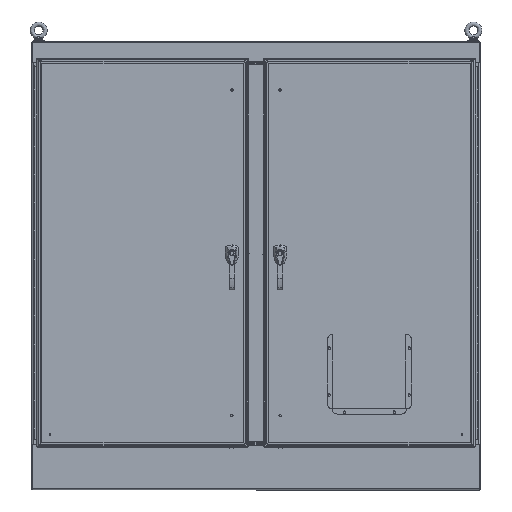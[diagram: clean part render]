
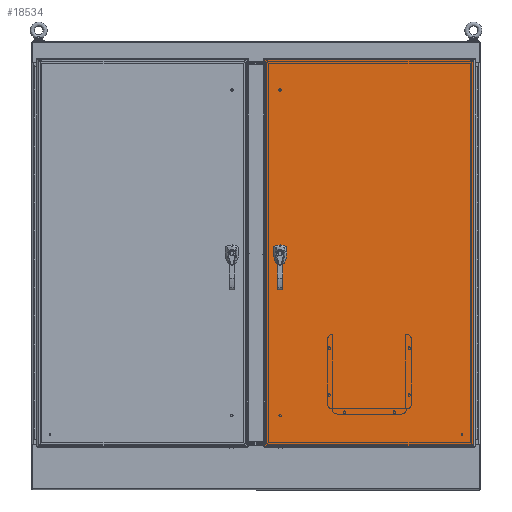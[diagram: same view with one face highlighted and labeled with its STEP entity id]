
A CAD part, front view. The second image highlights one B-rep face of the part: STEP entity #18534.
In plain terms, the highlighted planar face has unit normal (0, -1, 0).
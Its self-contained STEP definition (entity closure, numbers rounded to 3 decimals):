
#692 = EDGE_LOOP ( 'NONE', ( #28166, #99393, #76872, #56497 ) ) ;
#838 = DIRECTION ( 'NONE',  ( 0., 0., -1. ) ) ;
#2695 = VECTOR ( 'NONE', #45428, 39.37 ) ;
#3629 = PLANE ( 'NONE',  #59483 ) ;
#4332 = VERTEX_POINT ( 'NONE', #25839 ) ;
#6155 = CARTESIAN_POINT ( 'NONE',  ( 3.875, -25.78, 2.009 ) ) ;
#6824 = VECTOR ( 'NONE', #96104, 39.37 ) ;
#8689 = EDGE_CURVE ( 'NONE', #55520, #36720, #83811, .T. ) ;
#9602 = CARTESIAN_POINT ( 'NONE',  ( 3.875, -25.78, 2.009 ) ) ;
#10981 = CARTESIAN_POINT ( 'NONE',  ( 3.48, -25.78, 1.811 ) ) ;
#11178 = CIRCLE ( 'NONE', #55544, 0.443 ) ;
#11869 = CIRCLE ( 'NONE', #86963, 0.443 ) ;
#12399 = ORIENTED_EDGE ( 'NONE', *, *, #46938, .T. ) ;
#14392 = DIRECTION ( 'NONE',  ( -1., 0., 0. ) ) ;
#14867 = LINE ( 'NONE', #89204, #82889 ) ;
#16366 = VERTEX_POINT ( 'NONE', #94524 ) ;
#16526 = VECTOR ( 'NONE', #79188, 39.37 ) ;
#17845 = CARTESIAN_POINT ( 'NONE',  ( 3.875, -25.78, 2.009 ) ) ;
#17849 = CIRCLE ( 'NONE', #69019, 0.167 ) ;
#18417 = DIRECTION ( 'NONE',  ( 0., 0., -1. ) ) ;
#18514 = DIRECTION ( 'NONE',  ( 1., 0., 0. ) ) ;
#18534 = ADVANCED_FACE ( 'NONE', ( #76869, #51763, #26116 ), #3629, .T. ) ;
#19586 = ORIENTED_EDGE ( 'NONE', *, *, #97336, .T. ) ;
#19772 = CARTESIAN_POINT ( 'NONE',  ( 3.875, -25.78, 2.009 ) ) ;
#20888 = CARTESIAN_POINT ( 'NONE',  ( 3.677, -25.78, 2.404 ) ) ;
#22239 = CARTESIAN_POINT ( 'NONE',  ( 35.028, -25.78, 33.185 ) ) ;
#22557 = VERTEX_POINT ( 'NONE', #33630 ) ;
#23240 = VERTEX_POINT ( 'NONE', #20888 ) ;
#23516 = VERTEX_POINT ( 'NONE', #63101 ) ;
#23959 = LINE ( 'NONE', #65124, #16526 ) ;
#25839 = CARTESIAN_POINT ( 'NONE',  ( 4.073, -25.78, 2.404 ) ) ;
#26116 = FACE_BOUND ( 'NONE', #105649, .T. ) ;
#26844 = AXIS2_PLACEMENT_3D ( 'NONE', #17845, #82042, #90594 ) ;
#28166 = ORIENTED_EDGE ( 'NONE', *, *, #94852, .T. ) ;
#28814 = DIRECTION ( 'NONE',  ( 0., 0., -1. ) ) ;
#29439 = EDGE_CURVE ( 'NONE', #100413, #55520, #11178, .T. ) ;
#30711 = DIRECTION ( 'NONE',  ( 0., 0., -1. ) ) ;
#31941 = CIRCLE ( 'NONE', #26844, 0.443 ) ;
#33233 = VECTOR ( 'NONE', #18417, 39.37 ) ;
#33630 = CARTESIAN_POINT ( 'NONE',  ( 4.073, -25.78, 1.613 ) ) ;
#34970 = CARTESIAN_POINT ( 'NONE',  ( 1.408, -25.78, 33.185 ) ) ;
#35170 = DIRECTION ( 'NONE',  ( 0., 0., 1. ) ) ;
#35738 = DIRECTION ( 'NONE',  ( 0., 1., 0. ) ) ;
#35803 = DIRECTION ( 'NONE',  ( 0., 1., 0. ) ) ;
#36252 = VECTOR ( 'NONE', #18514, 39.37 ) ;
#36720 = VERTEX_POINT ( 'NONE', #70951 ) ;
#38812 = ORIENTED_EDGE ( 'NONE', *, *, #66747, .T. ) ;
#39347 = VERTEX_POINT ( 'NONE', #92979 ) ;
#39963 = DIRECTION ( 'NONE',  ( 0., 0., -1. ) ) ;
#40420 = VECTOR ( 'NONE', #14392, 39.37 ) ;
#43716 = CARTESIAN_POINT ( 'NONE',  ( 35.028, -25.78, 33.185 ) ) ;
#45428 = DIRECTION ( 'NONE',  ( 0., 0., 1. ) ) ;
#46938 = EDGE_CURVE ( 'NONE', #4332, #59619, #59129, .T. ) ;
#47355 = ORIENTED_EDGE ( 'NONE', *, *, #63924, .T. ) ;
#51763 = FACE_OUTER_BOUND ( 'NONE', #692, .T. ) ;
#51883 = ORIENTED_EDGE ( 'NONE', *, *, #103380, .T. ) ;
#51975 = EDGE_LOOP ( 'NONE', ( #19586, #74895, #71214, #69888, #56489, #38812, #51883, #12399 ) ) ;
#55520 = VERTEX_POINT ( 'NONE', #10981 ) ;
#55544 = AXIS2_PLACEMENT_3D ( 'NONE', #19772, #35803, #28814 ) ;
#56474 = CARTESIAN_POINT ( 'NONE',  ( 4.271, -25.78, 2.207 ) ) ;
#56489 = ORIENTED_EDGE ( 'NONE', *, *, #8689, .T. ) ;
#56497 = ORIENTED_EDGE ( 'NONE', *, *, #98467, .T. ) ;
#58112 = CARTESIAN_POINT ( 'NONE',  ( 35.028, -25.78, -28.967 ) ) ;
#58270 = VERTEX_POINT ( 'NONE', #22239 ) ;
#58575 = CARTESIAN_POINT ( 'NONE',  ( 3.875, -25.78, 0.671 ) ) ;
#59129 = CIRCLE ( 'NONE', #79634, 0.443 ) ;
#59297 = DIRECTION ( 'NONE',  ( 0., 0., -1. ) ) ;
#59483 = AXIS2_PLACEMENT_3D ( 'NONE', #43716, #67272, #35170 ) ;
#59619 = VERTEX_POINT ( 'NONE', #56474 ) ;
#63055 = LINE ( 'NONE', #94660, #2695 ) ;
#63101 = CARTESIAN_POINT ( 'NONE',  ( 3.875, -25.78, 0.504 ) ) ;
#63924 = EDGE_CURVE ( 'NONE', #23516, #23516, #17849, .T. ) ;
#63981 = CARTESIAN_POINT ( 'NONE',  ( 35.028, -25.78, 2.404 ) ) ;
#65124 = CARTESIAN_POINT ( 'NONE',  ( 35.028, -25.78, 33.185 ) ) ;
#66747 = EDGE_CURVE ( 'NONE', #36720, #23240, #31941, .T. ) ;
#67272 = DIRECTION ( 'NONE',  ( 0., -1., 0. ) ) ;
#69019 = AXIS2_PLACEMENT_3D ( 'NONE', #58575, #74049, #838 ) ;
#69332 = VERTEX_POINT ( 'NONE', #74754 ) ;
#69888 = ORIENTED_EDGE ( 'NONE', *, *, #29439, .T. ) ;
#70951 = CARTESIAN_POINT ( 'NONE',  ( 3.48, -25.78, 2.207 ) ) ;
#71214 = ORIENTED_EDGE ( 'NONE', *, *, #87809, .T. ) ;
#74049 = DIRECTION ( 'NONE',  ( 0., 1., 0. ) ) ;
#74754 = CARTESIAN_POINT ( 'NONE',  ( 1.408, -25.78, 33.185 ) ) ;
#74895 = ORIENTED_EDGE ( 'NONE', *, *, #102852, .T. ) ;
#75217 = CARTESIAN_POINT ( 'NONE',  ( 3.48, -25.78, 33.185 ) ) ;
#76760 = LINE ( 'NONE', #58112, #36252 ) ;
#76869 = FACE_BOUND ( 'NONE', #51975, .T. ) ;
#76872 = ORIENTED_EDGE ( 'NONE', *, *, #84584, .T. ) ;
#78469 = VERTEX_POINT ( 'NONE', #98441 ) ;
#79188 = DIRECTION ( 'NONE',  ( -1., 0., 0. ) ) ;
#79386 = EDGE_CURVE ( 'NONE', #78469, #39347, #76760, .T. ) ;
#79618 = CARTESIAN_POINT ( 'NONE',  ( 35.028, -25.78, 1.613 ) ) ;
#79634 = AXIS2_PLACEMENT_3D ( 'NONE', #6155, #105609, #30711 ) ;
#82042 = DIRECTION ( 'NONE',  ( 0., 1., 0. ) ) ;
#82889 = VECTOR ( 'NONE', #39963, 39.37 ) ;
#83811 = LINE ( 'NONE', #75217, #101320 ) ;
#84584 = EDGE_CURVE ( 'NONE', #39347, #58270, #63055, .T. ) ;
#86963 = AXIS2_PLACEMENT_3D ( 'NONE', #9602, #35738, #59297 ) ;
#87655 = LINE ( 'NONE', #79618, #40420 ) ;
#87809 = EDGE_CURVE ( 'NONE', #22557, #100413, #87655, .T. ) ;
#88607 = LINE ( 'NONE', #63981, #6824 ) ;
#89204 = CARTESIAN_POINT ( 'NONE',  ( 4.271, -25.78, 33.185 ) ) ;
#90594 = DIRECTION ( 'NONE',  ( 0., 0., -1. ) ) ;
#92979 = CARTESIAN_POINT ( 'NONE',  ( 35.028, -25.78, -28.967 ) ) ;
#93383 = DIRECTION ( 'NONE',  ( 0., 0., 1. ) ) ;
#94524 = CARTESIAN_POINT ( 'NONE',  ( 4.271, -25.78, 1.811 ) ) ;
#94660 = CARTESIAN_POINT ( 'NONE',  ( 35.028, -25.78, 33.185 ) ) ;
#94852 = EDGE_CURVE ( 'NONE', #69332, #78469, #99719, .T. ) ;
#95442 = CARTESIAN_POINT ( 'NONE',  ( 3.677, -25.78, 1.613 ) ) ;
#96104 = DIRECTION ( 'NONE',  ( 1., 0., 0. ) ) ;
#97336 = EDGE_CURVE ( 'NONE', #59619, #16366, #14867, .T. ) ;
#98441 = CARTESIAN_POINT ( 'NONE',  ( 1.408, -25.78, -28.967 ) ) ;
#98467 = EDGE_CURVE ( 'NONE', #58270, #69332, #23959, .T. ) ;
#99393 = ORIENTED_EDGE ( 'NONE', *, *, #79386, .T. ) ;
#99719 = LINE ( 'NONE', #34970, #33233 ) ;
#100413 = VERTEX_POINT ( 'NONE', #95442 ) ;
#101320 = VECTOR ( 'NONE', #93383, 39.37 ) ;
#102852 = EDGE_CURVE ( 'NONE', #16366, #22557, #11869, .T. ) ;
#103380 = EDGE_CURVE ( 'NONE', #23240, #4332, #88607, .T. ) ;
#105609 = DIRECTION ( 'NONE',  ( 0., 1., 0. ) ) ;
#105649 = EDGE_LOOP ( 'NONE', ( #47355 ) ) ;
